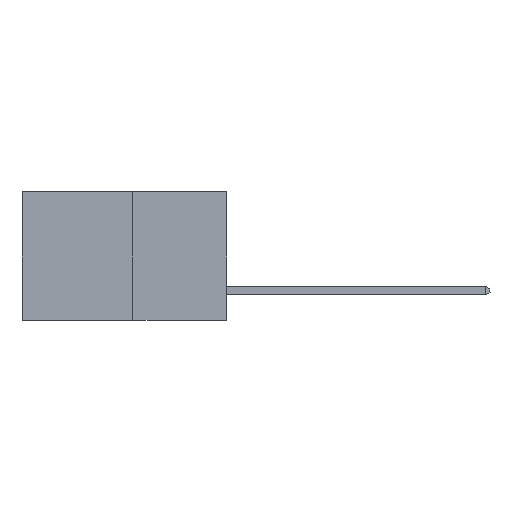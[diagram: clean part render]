
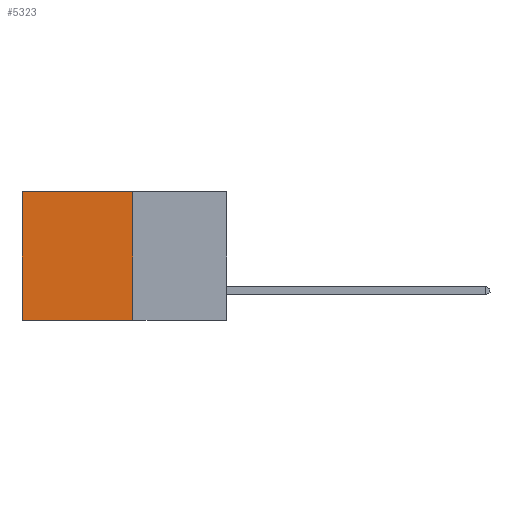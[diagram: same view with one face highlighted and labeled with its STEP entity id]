
A CAD part, left-side view. The second image highlights one B-rep face of the part: STEP entity #5323.
In plain terms, the highlighted planar face has unit normal (-1, 0, 0).
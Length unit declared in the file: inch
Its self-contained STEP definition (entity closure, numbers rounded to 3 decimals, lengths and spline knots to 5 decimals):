
#6 = EDGE_CURVE ( 'NONE', #4653, #3669, #2490, .T. ) ;
#64 = ORIENTED_EDGE ( 'NONE', *, *, #10372, .T. ) ;
#393 = DIRECTION ( 'NONE',  ( 0., 1., 0. ) ) ;
#1336 = CARTESIAN_POINT ( 'NONE',  ( 0.277, 0.27, -0.37 ) ) ;
#1761 = EDGE_LOOP ( 'NONE', ( #8453, #6705, #2823, #64 ) ) ;
#2490 = LINE ( 'NONE', #1336, #4860 ) ;
#2709 = CARTESIAN_POINT ( 'NONE',  ( 0.277, 0.27, 0. ) ) ;
#2823 = ORIENTED_EDGE ( 'NONE', *, *, #9902, .F. ) ;
#3669 = VERTEX_POINT ( 'NONE', #4446 ) ;
#3711 = EDGE_CURVE ( 'NONE', #7296, #3669, #9001, .T. ) ;
#3887 = PLANE ( 'NONE',  #8483 ) ;
#4032 = CARTESIAN_POINT ( 'NONE',  ( 0.277, 0.59, -0.37 ) ) ;
#4389 = VECTOR ( 'NONE', #5069, 39.37008 ) ;
#4427 = CARTESIAN_POINT ( 'NONE',  ( 0.277, 0.59, 0. ) ) ;
#4446 = CARTESIAN_POINT ( 'NONE',  ( 0.277, 0.59, -0.37 ) ) ;
#4653 = VERTEX_POINT ( 'NONE', #5424 ) ;
#4844 = DIRECTION ( 'NONE',  ( 0., 1., 0. ) ) ;
#4845 = LINE ( 'NONE', #6675, #7198 ) ;
#4860 = VECTOR ( 'NONE', #4844, 39.37008 ) ;
#5069 = DIRECTION ( 'NONE',  ( 0., 0., -1. ) ) ;
#5323 = ADVANCED_FACE ( 'NONE', ( #10334 ), #3887, .F. ) ;
#5424 = CARTESIAN_POINT ( 'NONE',  ( 0.277, 0.27, -0.37 ) ) ;
#5716 = LINE ( 'NONE', #10194, #7206 ) ;
#6675 = CARTESIAN_POINT ( 'NONE',  ( 0.277, 0.27, 0. ) ) ;
#6705 = ORIENTED_EDGE ( 'NONE', *, *, #6, .F. ) ;
#7198 = VECTOR ( 'NONE', #393, 39.37008 ) ;
#7206 = VECTOR ( 'NONE', #9326, 39.37008 ) ;
#7296 = VERTEX_POINT ( 'NONE', #4427 ) ;
#8453 = ORIENTED_EDGE ( 'NONE', *, *, #3711, .T. ) ;
#8483 = AXIS2_PLACEMENT_3D ( 'NONE', #11367, #9641, #11378 ) ;
#9001 = LINE ( 'NONE', #4032, #4389 ) ;
#9326 = DIRECTION ( 'NONE',  ( 0., 0., -1. ) ) ;
#9641 = DIRECTION ( 'NONE',  ( 1., 0., 0. ) ) ;
#9902 = EDGE_CURVE ( 'NONE', #10952, #4653, #5716, .T. ) ;
#10194 = CARTESIAN_POINT ( 'NONE',  ( 0.277, 0.27, -0.37 ) ) ;
#10334 = FACE_OUTER_BOUND ( 'NONE', #1761, .T. ) ;
#10372 = EDGE_CURVE ( 'NONE', #10952, #7296, #4845, .T. ) ;
#10952 = VERTEX_POINT ( 'NONE', #2709 ) ;
#11367 = CARTESIAN_POINT ( 'NONE',  ( 0.277, 0.27, -0.37 ) ) ;
#11378 = DIRECTION ( 'NONE',  ( 0., 0., -1. ) ) ;
